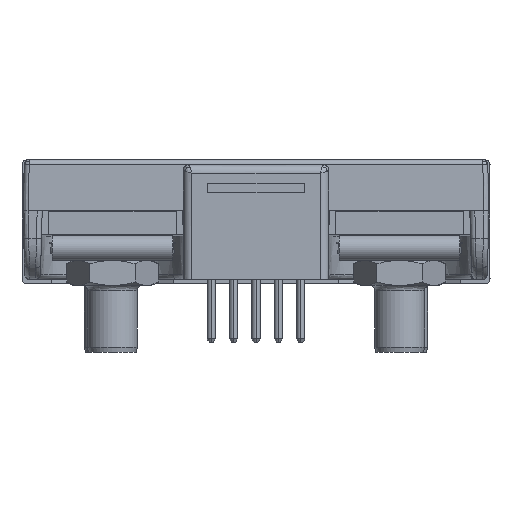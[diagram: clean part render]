
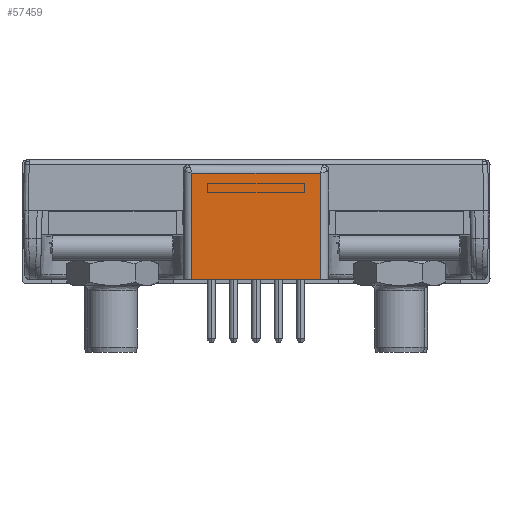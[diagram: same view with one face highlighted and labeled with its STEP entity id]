
A CAD part, left-side view. The second image highlights one B-rep face of the part: STEP entity #57459.
In plain terms, the highlighted planar face has unit normal (-1, 0, 0).
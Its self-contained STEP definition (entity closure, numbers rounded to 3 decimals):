
#2874 = VERTEX_POINT ( 'NONE', #29794 ) ;
#4505 = CARTESIAN_POINT ( 'NONE',  ( -217.359, 116.61, -4.908 ) ) ;
#5035 = VECTOR ( 'NONE', #60556, 1000. ) ;
#8949 = VERTEX_POINT ( 'NONE', #79729 ) ;
#9541 = ORIENTED_EDGE ( 'NONE', *, *, #60736, .F. ) ;
#21117 = VERTEX_POINT ( 'NONE', #71810 ) ;
#22780 = ORIENTED_EDGE ( 'NONE', *, *, #83315, .T. ) ;
#23564 = CARTESIAN_POINT ( 'NONE',  ( -217.359, 126.367, 3.16 ) ) ;
#24537 = CARTESIAN_POINT ( 'NONE',  ( -217.359, 126.367, -4.908 ) ) ;
#26301 = EDGE_LOOP ( 'NONE', ( #75717, #9541, #83086, #22780 ) ) ;
#28985 = CARTESIAN_POINT ( 'NONE',  ( -217.359, 116.61, -0.898 ) ) ;
#29794 = CARTESIAN_POINT ( 'NONE',  ( -217.359, 116.61, -4.908 ) ) ;
#30884 = FACE_OUTER_BOUND ( 'NONE', #26301, .T. ) ;
#31600 = EDGE_CURVE ( 'NONE', #21117, #37872, #47670, .T. ) ;
#35503 = LINE ( 'NONE', #28985, #5035 ) ;
#35846 = AXIS2_PLACEMENT_3D ( 'NONE', #43109, #80829, #41978 ) ;
#37185 = CARTESIAN_POINT ( 'NONE',  ( -217.359, 126.367, -2.219 ) ) ;
#37872 = VERTEX_POINT ( 'NONE', #24537 ) ;
#41507 = B_SPLINE_CURVE_WITH_KNOTS ( 'NONE', 3,
 ( #4505, #76079, #82835, #76886 ),
 .UNSPECIFIED., .F., .F.,
 ( 4, 4 ),
 ( 0., 1. ),
 .UNSPECIFIED. ) ;
#41759 = DIRECTION ( 'NONE',  ( 0., 1., 0. ) ) ;
#41978 = DIRECTION ( 'NONE',  ( 0., 0., -1. ) ) ;
#42678 = VECTOR ( 'NONE', #41759, 1000. ) ;
#43109 = CARTESIAN_POINT ( 'NONE',  ( -217.359, 116.61, 3.16 ) ) ;
#47670 = B_SPLINE_CURVE_WITH_KNOTS ( 'NONE', 3,
 ( #23564, #75267, #37185, #63352 ),
 .UNSPECIFIED., .F., .F.,
 ( 4, 4 ),
 ( 0., 1. ),
 .UNSPECIFIED. ) ;
#55075 = PLANE ( 'NONE',  #35846 ) ;
#55616 = EDGE_CURVE ( 'NONE', #8949, #2874, #35503, .T. ) ;
#57459 = ADVANCED_FACE ( 'NONE', ( #30884 ), #55075, .F. ) ;
#59993 = LINE ( 'NONE', #67901, #42678 ) ;
#60556 = DIRECTION ( 'NONE',  ( 0., 0., -1. ) ) ;
#60736 = EDGE_CURVE ( 'NONE', #2874, #37872, #41507, .T. ) ;
#63352 = CARTESIAN_POINT ( 'NONE',  ( -217.359, 126.367, -4.908 ) ) ;
#67901 = CARTESIAN_POINT ( 'NONE',  ( -217.359, 121.489, 3.16 ) ) ;
#71810 = CARTESIAN_POINT ( 'NONE',  ( -217.359, 126.367, 3.16 ) ) ;
#75267 = CARTESIAN_POINT ( 'NONE',  ( -217.359, 126.367, 0.47 ) ) ;
#75717 = ORIENTED_EDGE ( 'NONE', *, *, #31600, .T. ) ;
#76079 = CARTESIAN_POINT ( 'NONE',  ( -217.359, 119.862, -4.908 ) ) ;
#76886 = CARTESIAN_POINT ( 'NONE',  ( -217.359, 126.367, -4.908 ) ) ;
#79729 = CARTESIAN_POINT ( 'NONE',  ( -217.359, 116.61, 3.16 ) ) ;
#80829 = DIRECTION ( 'NONE',  ( 1., 0., 0. ) ) ;
#82835 = CARTESIAN_POINT ( 'NONE',  ( -217.359, 123.115, -4.908 ) ) ;
#83086 = ORIENTED_EDGE ( 'NONE', *, *, #55616, .F. ) ;
#83315 = EDGE_CURVE ( 'NONE', #8949, #21117, #59993, .T. ) ;
